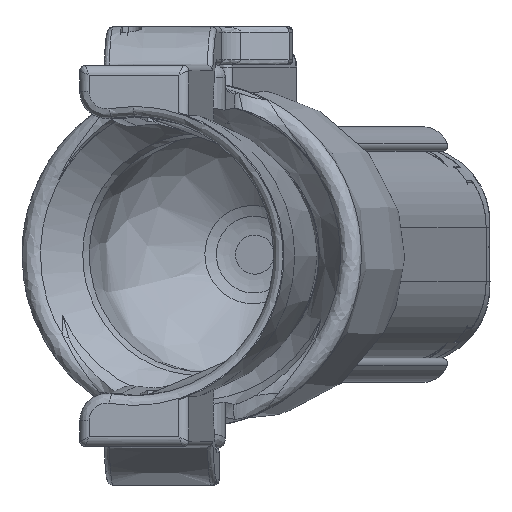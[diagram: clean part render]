
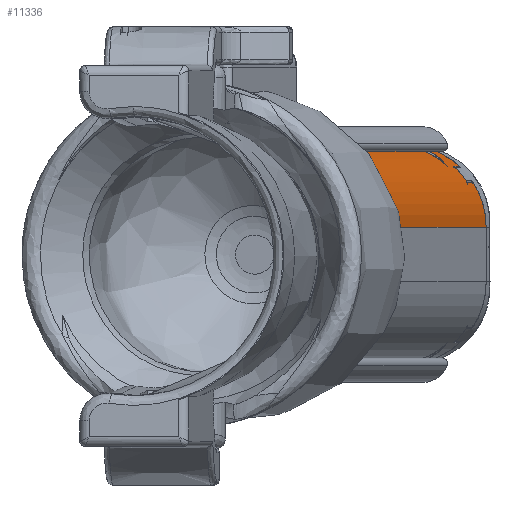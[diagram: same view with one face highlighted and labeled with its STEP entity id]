
A CAD part, left-side view. The second image highlights one B-rep face of the part: STEP entity #11336.
In plain terms, the highlighted cylindrical face has radius 19.05 mm (diameter 38.1 mm), a partial arc.
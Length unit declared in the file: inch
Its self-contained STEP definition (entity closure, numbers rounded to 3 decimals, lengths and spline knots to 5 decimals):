
#133=CYLINDRICAL_SURFACE('',#12084,0.75);
#478=ELLIPSE('',#12034,1.06066,0.75);
#483=ELLIPSE('',#12086,1.06066,0.75);
#514=CIRCLE('',#12009,0.75);
#526=CIRCLE('',#12039,0.75);
#530=CIRCLE('',#12050,0.75);
#532=CIRCLE('',#12053,0.75);
#538=CIRCLE('',#12069,0.75);
#545=CIRCLE('',#12083,0.75);
#546=CIRCLE('',#12085,0.75);
#547=CIRCLE('',#12087,0.75);
#959=LINE('',#15899,#1634);
#966=LINE('',#15925,#1641);
#970=LINE('',#15933,#1645);
#1046=LINE('',#16169,#1721);
#1050=LINE('',#16176,#1725);
#1057=LINE('',#16189,#1732);
#1065=LINE('',#16223,#1740);
#1066=LINE('',#16226,#1741);
#1634=VECTOR('',#13028,0.25);
#1641=VECTOR('',#13055,0.25);
#1645=VECTOR('',#13061,0.25);
#1721=VECTOR('',#13241,0.25);
#1725=VECTOR('',#13247,0.25);
#1732=VECTOR('',#13256,4.);
#1740=VECTOR('',#13292,0.25);
#1741=VECTOR('',#13295,5.);
#2606=FACE_OUTER_BOUND('',#3315,.T.);
#3315=EDGE_LOOP('',(#7816,#7817,#7818,#7819,#7820,#7821,#7822,#7823,#7824,
#7825,#7826,#7827,#7828,#7829,#7830,#7831,#7832,#7833));
#4705=VERTEX_POINT('',#15857);
#4707=VERTEX_POINT('',#15897);
#4708=VERTEX_POINT('',#15901);
#4709=VERTEX_POINT('',#15902);
#4716=VERTEX_POINT('',#15924);
#4719=VERTEX_POINT('',#15932);
#4748=VERTEX_POINT('',#16009);
#4759=VERTEX_POINT('',#16035);
#4770=VERTEX_POINT('',#16077);
#4790=VERTEX_POINT('',#16160);
#4791=VERTEX_POINT('',#16162);
#4793=VERTEX_POINT('',#16168);
#4795=VERTEX_POINT('',#16174);
#4800=VERTEX_POINT('',#16187);
#4810=VERTEX_POINT('',#16215);
#4811=VERTEX_POINT('',#16219);
#4812=VERTEX_POINT('',#16221);
#4813=VERTEX_POINT('',#16224);
#5846=EDGE_CURVE('',#4705,#4707,#959,.T.);
#5847=EDGE_CURVE('',#4708,#4709,#514,.T.);
#5859=EDGE_CURVE('',#4709,#4716,#966,.T.);
#5863=EDGE_CURVE('',#4719,#4708,#970,.T.);
#5902=EDGE_CURVE('',#4707,#4748,#478,.T.);
#5915=EDGE_CURVE('',#4748,#4759,#526,.T.);
#5935=EDGE_CURVE('',#4705,#4716,#530,.T.);
#5937=EDGE_CURVE('',#4719,#4770,#532,.T.);
#5961=EDGE_CURVE('',#4791,#4790,#538,.T.);
#5964=EDGE_CURVE('',#4793,#4791,#1046,.T.);
#5968=EDGE_CURVE('',#4790,#4795,#1050,.T.);
#5975=EDGE_CURVE('',#4800,#4759,#1057,.T.);
#5989=EDGE_CURVE('',#4810,#4793,#545,.T.);
#5991=EDGE_CURVE('',#4800,#4811,#546,.T.);
#5992=EDGE_CURVE('',#4811,#4812,#483,.T.);
#5993=EDGE_CURVE('',#4812,#4810,#1065,.T.);
#5994=EDGE_CURVE('',#4795,#4813,#547,.T.);
#5995=EDGE_CURVE('',#4813,#4770,#1066,.T.);
#7816=ORIENTED_EDGE('',*,*,#5859,.T.);
#7817=ORIENTED_EDGE('',*,*,#5935,.F.);
#7818=ORIENTED_EDGE('',*,*,#5846,.T.);
#7819=ORIENTED_EDGE('',*,*,#5902,.T.);
#7820=ORIENTED_EDGE('',*,*,#5915,.T.);
#7821=ORIENTED_EDGE('',*,*,#5975,.F.);
#7822=ORIENTED_EDGE('',*,*,#5991,.T.);
#7823=ORIENTED_EDGE('',*,*,#5992,.T.);
#7824=ORIENTED_EDGE('',*,*,#5993,.T.);
#7825=ORIENTED_EDGE('',*,*,#5989,.T.);
#7826=ORIENTED_EDGE('',*,*,#5964,.T.);
#7827=ORIENTED_EDGE('',*,*,#5961,.T.);
#7828=ORIENTED_EDGE('',*,*,#5968,.T.);
#7829=ORIENTED_EDGE('',*,*,#5994,.T.);
#7830=ORIENTED_EDGE('',*,*,#5995,.T.);
#7831=ORIENTED_EDGE('',*,*,#5937,.F.);
#7832=ORIENTED_EDGE('',*,*,#5863,.T.);
#7833=ORIENTED_EDGE('',*,*,#5847,.T.);
#11336=ADVANCED_FACE('',(#2606),#133,.T.);
#12009=AXIS2_PLACEMENT_3D('',#15903,#13031,#13032);
#12034=AXIS2_PLACEMENT_3D('',#16011,#13125,#13126);
#12039=AXIS2_PLACEMENT_3D('',#16037,#13145,#13146);
#12050=AXIS2_PLACEMENT_3D('',#16074,#13183,#13184);
#12053=AXIS2_PLACEMENT_3D('',#16078,#13189,#13190);
#12069=AXIS2_PLACEMENT_3D('',#16163,#13235,#13236);
#12083=AXIS2_PLACEMENT_3D('',#16216,#13283,#13284);
#12084=AXIS2_PLACEMENT_3D('',#16218,#13286,#13287);
#12085=AXIS2_PLACEMENT_3D('',#16220,#13288,#13289);
#12086=AXIS2_PLACEMENT_3D('',#16222,#13290,#13291);
#12087=AXIS2_PLACEMENT_3D('',#16225,#13293,#13294);
#13028=DIRECTION('',(-1.,0.,0.));
#13031=DIRECTION('center_axis',(-1.,0.,0.));
#13032=DIRECTION('ref_axis',(0.,0.,1.));
#13055=DIRECTION('',(1.,0.,0.));
#13061=DIRECTION('',(-1.,0.,0.));
#13125=DIRECTION('center_axis',(0.707,-0.707,0.));
#13126=DIRECTION('ref_axis',(-0.707,-0.707,0.));
#13145=DIRECTION('center_axis',(-1.,0.,0.));
#13146=DIRECTION('ref_axis',(0.,0.,1.));
#13183=DIRECTION('center_axis',(1.,0.,0.));
#13184=DIRECTION('ref_axis',(0.,0.,1.));
#13189=DIRECTION('center_axis',(1.,0.,0.));
#13190=DIRECTION('ref_axis',(0.,0.,1.));
#13235=DIRECTION('center_axis',(1.,0.,0.));
#13236=DIRECTION('ref_axis',(0.,0.,1.));
#13241=DIRECTION('',(1.,0.,0.));
#13247=DIRECTION('',(-1.,0.,0.));
#13256=DIRECTION('',(1.,0.,0.));
#13283=DIRECTION('center_axis',(1.,0.,0.));
#13284=DIRECTION('ref_axis',(0.,0.,1.));
#13286=DIRECTION('center_axis',(1.,0.,0.));
#13287=DIRECTION('ref_axis',(0.,0.,1.));
#13288=DIRECTION('center_axis',(1.,0.,0.));
#13289=DIRECTION('ref_axis',(0.,0.,1.));
#13290=DIRECTION('center_axis',(-0.707,-0.707,0.));
#13291=DIRECTION('ref_axis',(0.707,-0.707,0.));
#13292=DIRECTION('',(-1.,0.,0.));
#13293=DIRECTION('center_axis',(1.,0.,0.));
#13294=DIRECTION('ref_axis',(0.,0.,1.));
#13295=DIRECTION('',(1.,0.,0.));
#15857=CARTESIAN_POINT('',(5.,-0.25,0.95711));
#15897=CARTESIAN_POINT('',(4.75,-0.25,0.95711));
#15899=CARTESIAN_POINT('',(0.,-0.25,0.95711));
#15901=CARTESIAN_POINT('',(4.75,-0.625,0.66458));
#15902=CARTESIAN_POINT('',(4.75,-0.5,0.80902));
#15903=CARTESIAN_POINT('Origin',(4.75,0.,0.25));
#15924=CARTESIAN_POINT('',(5.,-0.5,0.80902));
#15925=CARTESIAN_POINT('',(0.,-0.5,0.80902));
#15932=CARTESIAN_POINT('',(5.,-0.625,0.66458));
#15933=CARTESIAN_POINT('',(0.,-0.625,0.66458));
#16009=CARTESIAN_POINT('',(4.5,-0.5,0.80902));
#16011=CARTESIAN_POINT('Origin',(5.,0.,0.25));
#16035=CARTESIAN_POINT('',(4.5,0.,1.));
#16037=CARTESIAN_POINT('Origin',(4.5,0.,0.25));
#16074=CARTESIAN_POINT('Origin',(5.,0.,0.25));
#16077=CARTESIAN_POINT('',(5.,-0.75,0.25));
#16078=CARTESIAN_POINT('Origin',(5.,0.,0.25));
#16160=CARTESIAN_POINT('',(0.25,-0.625,0.66458));
#16162=CARTESIAN_POINT('',(0.25,-0.5,0.80902));
#16163=CARTESIAN_POINT('Origin',(0.25,0.,
0.25));
#16168=CARTESIAN_POINT('',(0.,-0.5,0.80902));
#16169=CARTESIAN_POINT('',(0.,-0.5,0.80902));
#16174=CARTESIAN_POINT('',(0.,-0.625,0.66458));
#16176=CARTESIAN_POINT('',(0.,-0.625,0.66458));
#16187=CARTESIAN_POINT('',(0.5,0.,1.));
#16189=CARTESIAN_POINT('',(0.,0.,1.));
#16215=CARTESIAN_POINT('',(0.,-0.25,0.95711));
#16216=CARTESIAN_POINT('Origin',(0.,0.,0.25));
#16218=CARTESIAN_POINT('Origin',(0.,0.,0.25));
#16219=CARTESIAN_POINT('',(0.5,-0.5,0.80902));
#16220=CARTESIAN_POINT('Origin',(0.5,0.,0.25));
#16221=CARTESIAN_POINT('',(0.25,-0.25,0.95711));
#16222=CARTESIAN_POINT('Origin',(0.,0.,
0.25));
#16223=CARTESIAN_POINT('',(0.,-0.25,0.95711));
#16224=CARTESIAN_POINT('',(0.,-0.75,0.25));
#16225=CARTESIAN_POINT('Origin',(0.,0.,0.25));
#16226=CARTESIAN_POINT('',(0.,-0.75,0.25));
